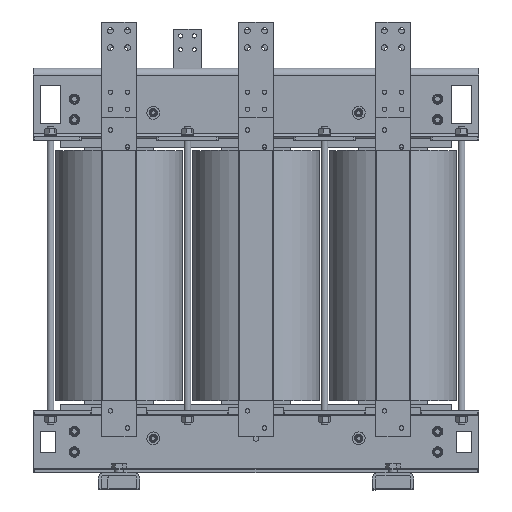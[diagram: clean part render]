
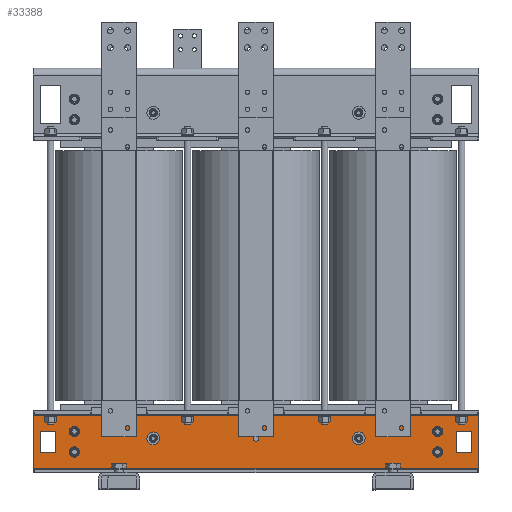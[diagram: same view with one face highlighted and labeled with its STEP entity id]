
A CAD part, top view. The second image highlights one B-rep face of the part: STEP entity #33388.
In plain terms, the highlighted planar face has unit normal (0, 0, 1).
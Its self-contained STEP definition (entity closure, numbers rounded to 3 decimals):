
#2340=FACE_BOUND('',#7872,.T.);
#2341=FACE_BOUND('',#7873,.T.);
#2342=FACE_BOUND('',#7874,.T.);
#2343=FACE_BOUND('',#7875,.T.);
#2344=FACE_BOUND('',#7876,.T.);
#2345=FACE_BOUND('',#7877,.T.);
#2346=FACE_BOUND('',#7878,.T.);
#2347=FACE_BOUND('',#7879,.T.);
#2348=FACE_BOUND('',#7880,.T.);
#3787=CIRCLE('',#35921,8.5);
#3832=CIRCLE('',#36021,8.5);
#3833=CIRCLE('',#36022,8.5);
#3834=CIRCLE('',#36023,8.5);
#3835=CIRCLE('',#36024,8.5);
#3836=CIRCLE('',#36025,8.5);
#3837=CIRCLE('',#36026,8.5);
#5517=FACE_OUTER_BOUND('',#7871,.T.);
#7871=EDGE_LOOP('',(#22769,#22770,#22771,#22772));
#7872=EDGE_LOOP('',(#22773));
#7873=EDGE_LOOP('',(#22774,#22775,#22776,#22777));
#7874=EDGE_LOOP('',(#22778,#22779,#22780,#22781));
#7875=EDGE_LOOP('',(#22782));
#7876=EDGE_LOOP('',(#22783));
#7877=EDGE_LOOP('',(#22784));
#7878=EDGE_LOOP('',(#22785));
#7879=EDGE_LOOP('',(#22786));
#7880=EDGE_LOOP('',(#22787));
#11359=LINE('',#50296,#12937);
#11362=LINE('',#50302,#12940);
#11365=LINE('',#50308,#12943);
#11368=LINE('',#50312,#12946);
#11371=LINE('',#50320,#12949);
#11374=LINE('',#50326,#12952);
#11377=LINE('',#50332,#12955);
#11380=LINE('',#50336,#12958);
#11384=LINE('',#50372,#12962);
#11396=LINE('',#50420,#12974);
#11399=LINE('',#50435,#12977);
#11401=LINE('',#50439,#12979);
#12937=VECTOR('',#40827,10.);
#12940=VECTOR('',#40832,10.);
#12943=VECTOR('',#40837,10.);
#12946=VECTOR('',#40842,10.);
#12949=VECTOR('',#40847,10.);
#12952=VECTOR('',#40852,10.);
#12955=VECTOR('',#40857,10.);
#12958=VECTOR('',#40862,10.);
#12962=VECTOR('',#40900,10.);
#12974=VECTOR('',#40946,10.);
#12977=VECTOR('',#40971,10.);
#12979=VECTOR('',#40977,10.);
#14526=VERTEX_POINT('',#50170);
#14562=VERTEX_POINT('',#50293);
#14563=VERTEX_POINT('',#50295);
#14565=VERTEX_POINT('',#50301);
#14567=VERTEX_POINT('',#50307);
#14570=VERTEX_POINT('',#50317);
#14571=VERTEX_POINT('',#50319);
#14573=VERTEX_POINT('',#50325);
#14575=VERTEX_POINT('',#50331);
#14589=VERTEX_POINT('',#50369);
#14590=VERTEX_POINT('',#50371);
#14608=VERTEX_POINT('',#50417);
#14609=VERTEX_POINT('',#50419);
#14611=VERTEX_POINT('',#50440);
#14612=VERTEX_POINT('',#50442);
#14613=VERTEX_POINT('',#50444);
#14614=VERTEX_POINT('',#50446);
#14615=VERTEX_POINT('',#50448);
#14616=VERTEX_POINT('',#50450);
#17803=EDGE_CURVE('',#14526,#14526,#3787,.T.);
#17863=EDGE_CURVE('',#14563,#14562,#11359,.T.);
#17866=EDGE_CURVE('',#14565,#14563,#11362,.T.);
#17869=EDGE_CURVE('',#14567,#14565,#11365,.T.);
#17872=EDGE_CURVE('',#14562,#14567,#11368,.T.);
#17875=EDGE_CURVE('',#14571,#14570,#11371,.T.);
#17878=EDGE_CURVE('',#14573,#14571,#11374,.T.);
#17881=EDGE_CURVE('',#14575,#14573,#11377,.T.);
#17884=EDGE_CURVE('',#14570,#14575,#11380,.T.);
#17899=EDGE_CURVE('',#14589,#14590,#11384,.T.);
#17925=EDGE_CURVE('',#14608,#14609,#11396,.T.);
#17930=EDGE_CURVE('',#14608,#14590,#11399,.T.);
#17932=EDGE_CURVE('',#14589,#14609,#11401,.T.);
#17933=EDGE_CURVE('',#14611,#14611,#3832,.T.);
#17934=EDGE_CURVE('',#14612,#14612,#3833,.T.);
#17935=EDGE_CURVE('',#14613,#14613,#3834,.T.);
#17936=EDGE_CURVE('',#14614,#14614,#3835,.T.);
#17937=EDGE_CURVE('',#14615,#14615,#3836,.T.);
#17938=EDGE_CURVE('',#14616,#14616,#3837,.T.);
#22769=ORIENTED_EDGE('',*,*,#17930,.T.);
#22770=ORIENTED_EDGE('',*,*,#17899,.F.);
#22771=ORIENTED_EDGE('',*,*,#17932,.T.);
#22772=ORIENTED_EDGE('',*,*,#17925,.F.);
#22773=ORIENTED_EDGE('',*,*,#17803,.T.);
#22774=ORIENTED_EDGE('',*,*,#17863,.T.);
#22775=ORIENTED_EDGE('',*,*,#17872,.T.);
#22776=ORIENTED_EDGE('',*,*,#17869,.T.);
#22777=ORIENTED_EDGE('',*,*,#17866,.T.);
#22778=ORIENTED_EDGE('',*,*,#17875,.T.);
#22779=ORIENTED_EDGE('',*,*,#17884,.T.);
#22780=ORIENTED_EDGE('',*,*,#17881,.T.);
#22781=ORIENTED_EDGE('',*,*,#17878,.T.);
#22782=ORIENTED_EDGE('',*,*,#17933,.T.);
#22783=ORIENTED_EDGE('',*,*,#17934,.T.);
#22784=ORIENTED_EDGE('',*,*,#17935,.T.);
#22785=ORIENTED_EDGE('',*,*,#17936,.T.);
#22786=ORIENTED_EDGE('',*,*,#17937,.T.);
#22787=ORIENTED_EDGE('',*,*,#17938,.T.);
#29959=PLANE('',#36020);
#33388=ADVANCED_FACE('',(#5517,#2340,#2341,#2342,#2343,#2344,#2345,#2346,
#2347,#2348),#29959,.T.);
#35921=AXIS2_PLACEMENT_3D('',#50171,#40693,#40694);
#36020=AXIS2_PLACEMENT_3D('',#50438,#40975,#40976);
#36021=AXIS2_PLACEMENT_3D('',#50441,#40978,#40979);
#36022=AXIS2_PLACEMENT_3D('',#50443,#40980,#40981);
#36023=AXIS2_PLACEMENT_3D('',#50445,#40982,#40983);
#36024=AXIS2_PLACEMENT_3D('',#50447,#40984,#40985);
#36025=AXIS2_PLACEMENT_3D('',#50449,#40986,#40987);
#36026=AXIS2_PLACEMENT_3D('',#50451,#40988,#40989);
#40693=DIRECTION('center_axis',(0.,0.,
-1.));
#40694=DIRECTION('ref_axis',(1.,0.,0.));
#40827=DIRECTION('',(0.,-1.,0.));
#40832=DIRECTION('',(1.,0.,0.));
#40837=DIRECTION('',(0.,1.,0.));
#40842=DIRECTION('',(-1.,0.,0.));
#40847=DIRECTION('',(0.,-1.,0.));
#40852=DIRECTION('',(1.,0.,0.));
#40857=DIRECTION('',(0.,1.,0.));
#40862=DIRECTION('',(-1.,0.,0.));
#40900=DIRECTION('',(0.,1.,0.));
#40946=DIRECTION('',(0.,-1.,0.));
#40971=DIRECTION('',(-1.,0.,0.));
#40975=DIRECTION('center_axis',(0.,0.,
1.));
#40976=DIRECTION('ref_axis',(-1.,0.,0.));
#40977=DIRECTION('',(1.,0.,0.));
#40978=DIRECTION('center_axis',(0.,0.,
-1.));
#40979=DIRECTION('ref_axis',(-1.,0.,0.));
#40980=DIRECTION('center_axis',(0.,0.,
-1.));
#40981=DIRECTION('ref_axis',(-1.,0.,0.));
#40982=DIRECTION('center_axis',(0.,0.,
-1.));
#40983=DIRECTION('ref_axis',(-1.,0.,0.));
#40984=DIRECTION('center_axis',(0.,0.,
-1.));
#40985=DIRECTION('ref_axis',(-1.,0.,0.));
#40986=DIRECTION('center_axis',(0.,0.,
-1.));
#40987=DIRECTION('ref_axis',(-1.,0.,0.));
#40988=DIRECTION('center_axis',(0.,0.,
-1.));
#40989=DIRECTION('ref_axis',(-1.,0.,0.));
#50170=CARTESIAN_POINT('',(-8.5,-475.,115.));
#50171=CARTESIAN_POINT('Origin',(0.,-475.,115.));
#50293=CARTESIAN_POINT('',(-585.,-515.,115.));
#50295=CARTESIAN_POINT('',(-585.,-455.,115.));
#50296=CARTESIAN_POINT('',(-585.,-500.,115.));
#50301=CARTESIAN_POINT('',(-630.,-455.,115.));
#50302=CARTESIAN_POINT('',(-292.5,-455.,115.));
#50307=CARTESIAN_POINT('',(-630.,-515.,115.));
#50308=CARTESIAN_POINT('',(-630.,-470.,115.));
#50312=CARTESIAN_POINT('',(-315.,-515.,115.));
#50317=CARTESIAN_POINT('',(630.,-515.,115.));
#50319=CARTESIAN_POINT('',(630.,-455.,115.));
#50320=CARTESIAN_POINT('',(630.,-500.,115.));
#50325=CARTESIAN_POINT('',(585.,-455.,115.));
#50326=CARTESIAN_POINT('',(315.,-455.,115.));
#50331=CARTESIAN_POINT('',(585.,-515.,115.));
#50332=CARTESIAN_POINT('',(585.,-470.,115.));
#50336=CARTESIAN_POINT('',(292.5,-515.,115.));
#50369=CARTESIAN_POINT('',(-650.,-563.,115.));
#50371=CARTESIAN_POINT('',(-650.,-407.,115.));
#50372=CARTESIAN_POINT('',(-650.,-575.,115.));
#50417=CARTESIAN_POINT('',(650.,-407.,115.));
#50419=CARTESIAN_POINT('',(650.,-563.,115.));
#50420=CARTESIAN_POINT('',(650.,-395.,115.));
#50435=CARTESIAN_POINT('',(-325.,-407.,115.));
#50438=CARTESIAN_POINT('Origin',(0.,-485.,115.));
#50439=CARTESIAN_POINT('',(325.,-563.,115.));
#50440=CARTESIAN_POINT('',(-521.5,-455.,115.));
#50441=CARTESIAN_POINT('Origin',(-530.,-455.,115.));
#50442=CARTESIAN_POINT('',(-521.5,-515.,115.));
#50443=CARTESIAN_POINT('Origin',(-530.,-515.,115.));
#50444=CARTESIAN_POINT('',(538.5,-455.,115.));
#50445=CARTESIAN_POINT('Origin',(530.,-455.,115.));
#50446=CARTESIAN_POINT('',(538.5,-515.,115.));
#50447=CARTESIAN_POINT('Origin',(530.,-515.,115.));
#50448=CARTESIAN_POINT('',(308.5,-475.,115.));
#50449=CARTESIAN_POINT('Origin',(300.,-475.,115.));
#50450=CARTESIAN_POINT('',(-291.5,-475.,115.));
#50451=CARTESIAN_POINT('Origin',(-300.,-475.,115.));
